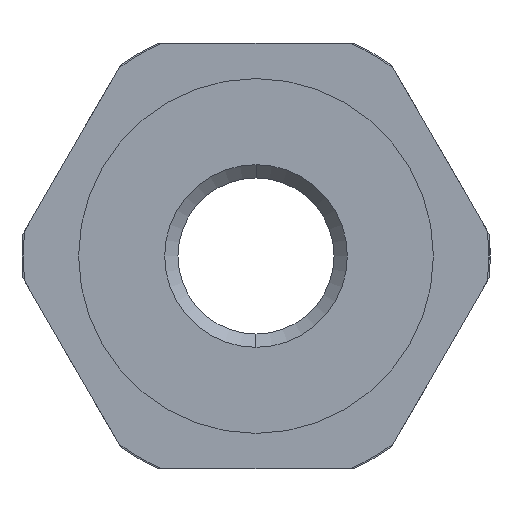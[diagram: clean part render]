
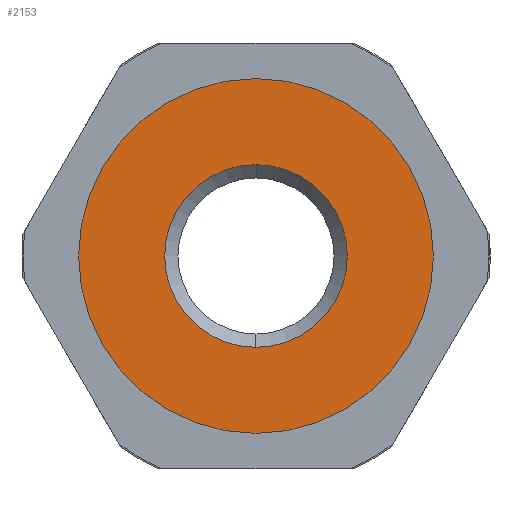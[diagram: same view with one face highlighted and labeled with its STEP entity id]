
A CAD part, left-side view. The second image highlights one B-rep face of the part: STEP entity #2153.
In plain terms, the highlighted planar face has unit normal (-1, 0, 0).
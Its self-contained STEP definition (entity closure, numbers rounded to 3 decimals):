
#40 = FACE_OUTER_BOUND ( 'NONE', #1489, .T. ) ;
#51 = ORIENTED_EDGE ( 'NONE', *, *, #376, .T. ) ;
#90 = AXIS2_PLACEMENT_3D ( 'NONE', #2092, #1983, #398 ) ;
#103 = ORIENTED_EDGE ( 'NONE', *, *, #1668, .F. ) ;
#302 = DIRECTION ( 'NONE',  ( 0., 0., -1. ) ) ;
#360 = CARTESIAN_POINT ( 'NONE',  ( 0., 0., -10. ) ) ;
#376 = EDGE_CURVE ( 'NONE', #867, #1133, #1876, .T. ) ;
#381 = VERTEX_POINT ( 'NONE', #1517 ) ;
#385 = DIRECTION ( 'NONE',  ( 1., 0., 0. ) ) ;
#398 = DIRECTION ( 'NONE',  ( 0., 0., -1. ) ) ;
#520 = PLANE ( 'NONE',  #90 ) ;
#624 = VERTEX_POINT ( 'NONE', #360 ) ;
#651 = CARTESIAN_POINT ( 'NONE',  ( 0., 0., 0. ) ) ;
#664 = ORIENTED_EDGE ( 'NONE', *, *, #2039, .F. ) ;
#682 = CIRCLE ( 'NONE', #2067, 10. ) ;
#736 = CARTESIAN_POINT ( 'NONE',  ( 0., 0., 0. ) ) ;
#867 = VERTEX_POINT ( 'NONE', #1431 ) ;
#1030 = AXIS2_PLACEMENT_3D ( 'NONE', #651, #2048, #1371 ) ;
#1048 = DIRECTION ( 'NONE',  ( 1., 0., 0. ) ) ;
#1077 = DIRECTION ( 'NONE',  ( 0., 0., -1. ) ) ;
#1096 = FACE_BOUND ( 'NONE', #2038, .T. ) ;
#1133 = VERTEX_POINT ( 'NONE', #2232 ) ;
#1160 = AXIS2_PLACEMENT_3D ( 'NONE', #2231, #1048, #302 ) ;
#1171 = CARTESIAN_POINT ( 'NONE',  ( 0., 0., 0. ) ) ;
#1360 = AXIS2_PLACEMENT_3D ( 'NONE', #736, #385, #1077 ) ;
#1371 = DIRECTION ( 'NONE',  ( 0., 0., -1. ) ) ;
#1431 = CARTESIAN_POINT ( 'NONE',  ( 0., 0., -5.15 ) ) ;
#1489 = EDGE_LOOP ( 'NONE', ( #664, #103 ) ) ;
#1517 = CARTESIAN_POINT ( 'NONE',  ( 0., 0., 10. ) ) ;
#1668 = EDGE_CURVE ( 'NONE', #381, #624, #682, .T. ) ;
#1669 = CIRCLE ( 'NONE', #1160, 5.15 ) ;
#1674 = DIRECTION ( 'NONE',  ( 1., 0., 0. ) ) ;
#1731 = EDGE_CURVE ( 'NONE', #1133, #867, #1669, .T. ) ;
#1851 = DIRECTION ( 'NONE',  ( 0., 0., -1. ) ) ;
#1876 = CIRCLE ( 'NONE', #1030, 5.15 ) ;
#1983 = DIRECTION ( 'NONE',  ( 1., 0., 0. ) ) ;
#2001 = CIRCLE ( 'NONE', #1360, 10. ) ;
#2038 = EDGE_LOOP ( 'NONE', ( #2210, #51 ) ) ;
#2039 = EDGE_CURVE ( 'NONE', #624, #381, #2001, .T. ) ;
#2048 = DIRECTION ( 'NONE',  ( 1., 0., 0. ) ) ;
#2067 = AXIS2_PLACEMENT_3D ( 'NONE', #1171, #1674, #1851 ) ;
#2092 = CARTESIAN_POINT ( 'NONE',  ( 0., 0., 0. ) ) ;
#2153 = ADVANCED_FACE ( 'NONE', ( #1096, #40 ), #520, .F. ) ;
#2210 = ORIENTED_EDGE ( 'NONE', *, *, #1731, .T. ) ;
#2231 = CARTESIAN_POINT ( 'NONE',  ( 0., 0., 0. ) ) ;
#2232 = CARTESIAN_POINT ( 'NONE',  ( 0., 0., 5.15 ) ) ;
